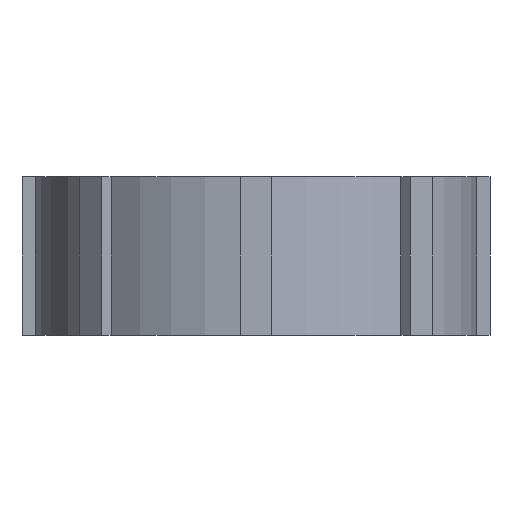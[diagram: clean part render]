
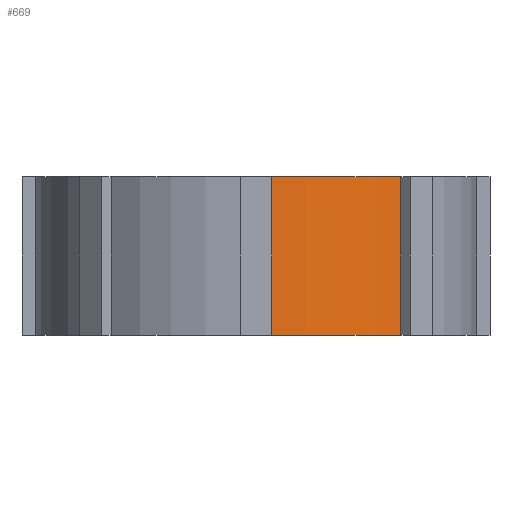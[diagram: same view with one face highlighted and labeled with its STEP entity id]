
A CAD part, front view. The second image highlights one B-rep face of the part: STEP entity #669.
In plain terms, the highlighted cylindrical face has radius 35 mm (diameter 70 mm), a partial arc.
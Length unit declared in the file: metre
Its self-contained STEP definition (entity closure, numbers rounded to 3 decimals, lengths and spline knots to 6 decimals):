
#46=LINE('',#963,#126);
#47=LINE('',#967,#127);
#126=VECTOR('',#776,1.);
#127=VECTOR('',#779,1.);
#206=ORIENTED_EDGE('',*,*,#402,.T.);
#207=ORIENTED_EDGE('',*,*,#403,.F.);
#208=ORIENTED_EDGE('',*,*,#404,.F.);
#209=ORIENTED_EDGE('',*,*,#405,.T.);
#402=EDGE_CURVE('',#500,#501,#566,.T.);
#403=EDGE_CURVE('',#502,#501,#46,.T.);
#404=EDGE_CURVE('',#503,#502,#567,.T.);
#405=EDGE_CURVE('',#503,#500,#47,.T.);
#500=VERTEX_POINT('',#961);
#501=VERTEX_POINT('',#962);
#502=VERTEX_POINT('',#964);
#503=VERTEX_POINT('',#966);
#566=CIRCLE('',#718,0.035);
#567=CIRCLE('',#719,0.035);
#584=EDGE_LOOP('',(#206,#207,#208,#209));
#622=FACE_BOUND('',#584,.T.);
#660=CYLINDRICAL_SURFACE('',#717,0.035);
#669=ADVANCED_FACE('',(#622),#660,.T.);
#717=AXIS2_PLACEMENT_3D('',#959,#772,#773);
#718=AXIS2_PLACEMENT_3D('',#960,#774,#775);
#719=AXIS2_PLACEMENT_3D('',#965,#777,#778);
#772=DIRECTION('',(0.,0.,-1.));
#773=DIRECTION('',(-1.,0.,0.));
#774=DIRECTION('',(0.,0.,1.));
#775=DIRECTION('',(1.,0.,0.));
#776=DIRECTION('',(0.,0.,-1.));
#777=DIRECTION('',(0.,0.,1.));
#778=DIRECTION('',(1.,0.,0.));
#779=DIRECTION('',(0.,0.,-1.));
#959=CARTESIAN_POINT('',(0.,0.,0.025));
#960=CARTESIAN_POINT('',(0.,0.,0.));
#961=CARTESIAN_POINT('',(0.0025,-0.034911,0.));
#962=CARTESIAN_POINT('',(0.022918,-0.026453,0.));
#963=CARTESIAN_POINT('',(0.022918,-0.026453,0.025));
#964=CARTESIAN_POINT('',(0.022918,-0.026453,0.025));
#965=CARTESIAN_POINT('',(0.,0.,0.025));
#966=CARTESIAN_POINT('',(0.0025,-0.034911,0.025));
#967=CARTESIAN_POINT('',(0.0025,-0.034911,0.025));
